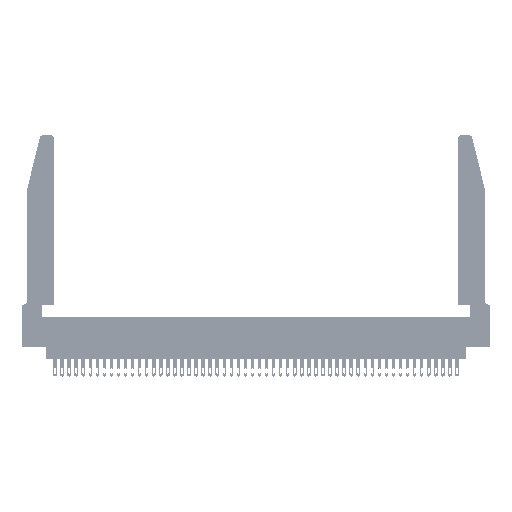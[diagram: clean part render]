
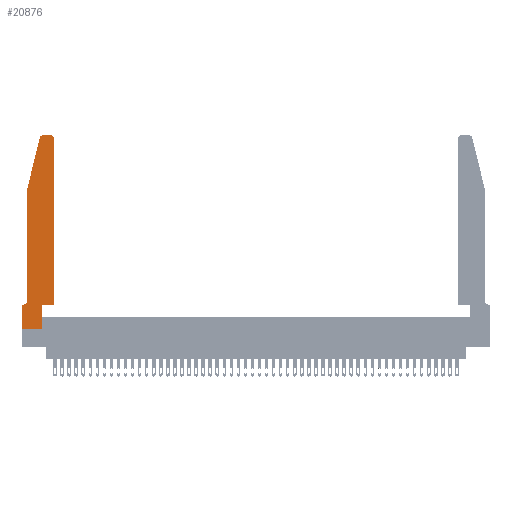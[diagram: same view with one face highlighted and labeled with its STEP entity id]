
A CAD part, top view. The second image highlights one B-rep face of the part: STEP entity #20876.
In plain terms, the highlighted planar face has unit normal (0, 0, 1).
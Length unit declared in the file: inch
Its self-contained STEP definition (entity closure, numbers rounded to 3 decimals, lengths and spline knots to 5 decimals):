
#573 = LINE ( 'NONE', #14817, #27993 ) ;
#623 = VERTEX_POINT ( 'NONE', #1050 ) ;
#1050 = CARTESIAN_POINT ( 'NONE',  ( 0.0755, 2., 0.37 ) ) ;
#1513 = EDGE_CURVE ( 'NONE', #32104, #18057, #8055, .T. ) ;
#3316 = CARTESIAN_POINT ( 'NONE',  ( 0.2865, 0.35, 0.37 ) ) ;
#3529 = EDGE_CURVE ( 'NONE', #39522, #623, #43976, .T. ) ;
#3568 = EDGE_CURVE ( 'NONE', #45424, #39522, #32928, .T. ) ;
#4381 = ORIENTED_EDGE ( 'NONE', *, *, #11940, .T. ) ;
#4631 = CARTESIAN_POINT ( 'NONE',  ( 0.284, 2.72, 0.37 ) ) ;
#4648 = EDGE_LOOP ( 'NONE', ( #28994, #34179, #46352, #34972, #48115, #4381, #16005, #25494, #34931, #35254, #5478, #30250 ) ) ;
#4751 = EDGE_CURVE ( 'NONE', #11024, #45424, #12570, .T. ) ;
#4948 = CIRCLE ( 'NONE', #35605, 0.03 ) ;
#5143 = CARTESIAN_POINT ( 'NONE',  ( 0.0755, 0.42, 0.37 ) ) ;
#5478 = ORIENTED_EDGE ( 'NONE', *, *, #40547, .T. ) ;
#5534 = VECTOR ( 'NONE', #36225, 39.37008 ) ;
#6310 = CARTESIAN_POINT ( 'NONE',  ( 0.4205, 2.75, 0.37 ) ) ;
#6359 = VERTEX_POINT ( 'NONE', #47580 ) ;
#6375 = DIRECTION ( 'NONE',  ( 0., -1., 0. ) ) ;
#6833 = EDGE_CURVE ( 'NONE', #6359, #32104, #27012, .T. ) ;
#8055 = LINE ( 'NONE', #12395, #19165 ) ;
#8881 = CARTESIAN_POINT ( 'NONE',  ( 0.0055, 0.42, 0.37 ) ) ;
#9479 = CARTESIAN_POINT ( 'NONE',  ( 0.2605, 2.75, 0.37 ) ) ;
#11024 = VERTEX_POINT ( 'NONE', #6310 ) ;
#11216 = DIRECTION ( 'NONE',  ( 1., 0., 0. ) ) ;
#11743 = CARTESIAN_POINT ( 'NONE',  ( 0., 0.35, 0.37 ) ) ;
#11940 = EDGE_CURVE ( 'NONE', #45972, #6359, #46236, .T. ) ;
#12395 = CARTESIAN_POINT ( 'NONE',  ( 0., 0., 0.37 ) ) ;
#12570 = LINE ( 'NONE', #9479, #35304 ) ;
#13055 = FACE_OUTER_BOUND ( 'NONE', #4648, .T. ) ;
#14206 = VERTEX_POINT ( 'NONE', #45145 ) ;
#14325 = CARTESIAN_POINT ( 'NONE',  ( 0.0755, 2., 0.37 ) ) ;
#14817 = CARTESIAN_POINT ( 'NONE',  ( 0.4505, 0.35, 0.37 ) ) ;
#15513 = DIRECTION ( 'NONE',  ( 0., 0., 1. ) ) ;
#15997 = AXIS2_PLACEMENT_3D ( 'NONE', #4631, #34436, #38166 ) ;
#16005 = ORIENTED_EDGE ( 'NONE', *, *, #6833, .T. ) ;
#16547 = DIRECTION ( 'NONE',  ( 0., -1., 0. ) ) ;
#17344 = LINE ( 'NONE', #42749, #26079 ) ;
#18057 = VERTEX_POINT ( 'NONE', #31556 ) ;
#19125 = DIRECTION ( 'NONE',  ( -1., 0., 0. ) ) ;
#19165 = VECTOR ( 'NONE', #30873, 39.37008 ) ;
#19395 = CARTESIAN_POINT ( 'NONE',  ( 0.0755, 2., 0.37 ) ) ;
#19455 = CARTESIAN_POINT ( 'NONE',  ( 0.0755, 0.35, 0.37 ) ) ;
#20642 = VECTOR ( 'NONE', #19125, 39.37008 ) ;
#20876 = ADVANCED_FACE ( 'NONE', ( #13055 ), #33918, .T. ) ;
#21288 = EDGE_CURVE ( 'NONE', #14206, #39496, #573, .T. ) ;
#22505 = DIRECTION ( 'NONE',  ( -0.239, -0.971, 0. ) ) ;
#23584 = VERTEX_POINT ( 'NONE', #28034 ) ;
#24181 = EDGE_CURVE ( 'NONE', #18057, #14206, #45149, .T. ) ;
#25494 = ORIENTED_EDGE ( 'NONE', *, *, #1513, .T. ) ;
#26079 = VECTOR ( 'NONE', #42902, 39.37008 ) ;
#26364 = CIRCLE ( 'NONE', #36044, 0.07 ) ;
#27012 = LINE ( 'NONE', #39001, #42747 ) ;
#27993 = VECTOR ( 'NONE', #11216, 39.37008 ) ;
#28034 = CARTESIAN_POINT ( 'NONE',  ( 0.4505, 2.72, 0.37 ) ) ;
#28994 = ORIENTED_EDGE ( 'NONE', *, *, #4751, .T. ) ;
#30010 = EDGE_CURVE ( 'NONE', #623, #36982, #42228, .T. ) ;
#30250 = ORIENTED_EDGE ( 'NONE', *, *, #45898, .T. ) ;
#30873 = DIRECTION ( 'NONE',  ( 1., 0., 0. ) ) ;
#31556 = CARTESIAN_POINT ( 'NONE',  ( 0.2865, 0., 0.37 ) ) ;
#32104 = VERTEX_POINT ( 'NONE', #41041 ) ;
#32928 = CIRCLE ( 'NONE', #15997, 0.03 ) ;
#33322 = DIRECTION ( 'NONE',  ( 0., 0., 1. ) ) ;
#33918 = PLANE ( 'NONE',  #36391 ) ;
#34179 = ORIENTED_EDGE ( 'NONE', *, *, #3568, .T. ) ;
#34436 = DIRECTION ( 'NONE',  ( 0., 0., 1. ) ) ;
#34931 = ORIENTED_EDGE ( 'NONE', *, *, #24181, .T. ) ;
#34972 = ORIENTED_EDGE ( 'NONE', *, *, #30010, .T. ) ;
#35254 = ORIENTED_EDGE ( 'NONE', *, *, #21288, .T. ) ;
#35304 = VECTOR ( 'NONE', #35555, 39.37008 ) ;
#35555 = DIRECTION ( 'NONE',  ( -1., 0., 0. ) ) ;
#35605 = AXIS2_PLACEMENT_3D ( 'NONE', #44538, #33322, #36733 ) ;
#36044 = AXIS2_PLACEMENT_3D ( 'NONE', #8881, #42280, #42912 ) ;
#36225 = DIRECTION ( 'NONE',  ( 0., 1., 0. ) ) ;
#36391 = AXIS2_PLACEMENT_3D ( 'NONE', #11743, #15513, #41566 ) ;
#36566 = CARTESIAN_POINT ( 'NONE',  ( 0.0055, 0.35, 0.37 ) ) ;
#36733 = DIRECTION ( 'NONE',  ( 1., 0., 0. ) ) ;
#36971 = EDGE_CURVE ( 'NONE', #36982, #45972, #26364, .T. ) ;
#36982 = VERTEX_POINT ( 'NONE', #5143 ) ;
#38166 = DIRECTION ( 'NONE',  ( 1., 0., 0. ) ) ;
#39001 = CARTESIAN_POINT ( 'NONE',  ( 0., 0., 0.37 ) ) ;
#39496 = VERTEX_POINT ( 'NONE', #47516 ) ;
#39522 = VERTEX_POINT ( 'NONE', #47678 ) ;
#40547 = EDGE_CURVE ( 'NONE', #39496, #23584, #17344, .T. ) ;
#41041 = CARTESIAN_POINT ( 'NONE',  ( 0., 0., 0.37 ) ) ;
#41566 = DIRECTION ( 'NONE',  ( 1., 0., 0. ) ) ;
#42228 = LINE ( 'NONE', #14325, #46854 ) ;
#42280 = DIRECTION ( 'NONE',  ( 0., 0., -1. ) ) ;
#42747 = VECTOR ( 'NONE', #16547, 39.37008 ) ;
#42749 = CARTESIAN_POINT ( 'NONE',  ( 0.4505, 0.35, 0.37 ) ) ;
#42902 = DIRECTION ( 'NONE',  ( 0., 1., 0. ) ) ;
#42912 = DIRECTION ( 'NONE',  ( -1., 0., 0. ) ) ;
#43976 = LINE ( 'NONE', #19395, #46842 ) ;
#44538 = CARTESIAN_POINT ( 'NONE',  ( 0.4205, 2.72, 0.37 ) ) ;
#45145 = CARTESIAN_POINT ( 'NONE',  ( 0.2865, 0.35, 0.37 ) ) ;
#45149 = LINE ( 'NONE', #3316, #5534 ) ;
#45400 = CARTESIAN_POINT ( 'NONE',  ( 0.284, 2.75, 0.37 ) ) ;
#45424 = VERTEX_POINT ( 'NONE', #45400 ) ;
#45898 = EDGE_CURVE ( 'NONE', #23584, #11024, #4948, .T. ) ;
#45972 = VERTEX_POINT ( 'NONE', #36566 ) ;
#46236 = LINE ( 'NONE', #19455, #20642 ) ;
#46352 = ORIENTED_EDGE ( 'NONE', *, *, #3529, .T. ) ;
#46842 = VECTOR ( 'NONE', #22505, 39.37008 ) ;
#46854 = VECTOR ( 'NONE', #6375, 39.37008 ) ;
#47516 = CARTESIAN_POINT ( 'NONE',  ( 0.4505, 0.35, 0.37 ) ) ;
#47580 = CARTESIAN_POINT ( 'NONE',  ( 0., 0.35, 0.37 ) ) ;
#47678 = CARTESIAN_POINT ( 'NONE',  ( 0.25487, 2.72718, 0.37 ) ) ;
#48115 = ORIENTED_EDGE ( 'NONE', *, *, #36971, .T. ) ;
